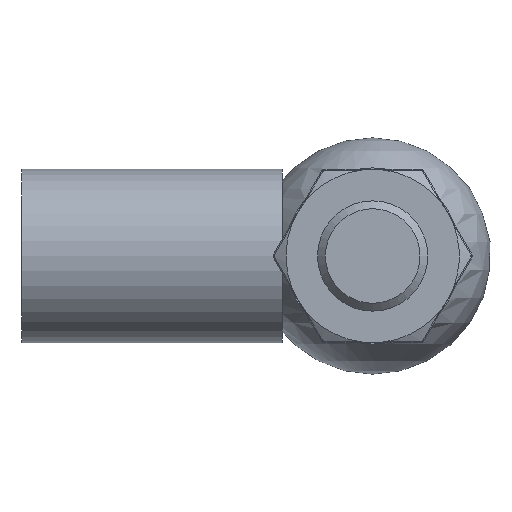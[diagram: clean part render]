
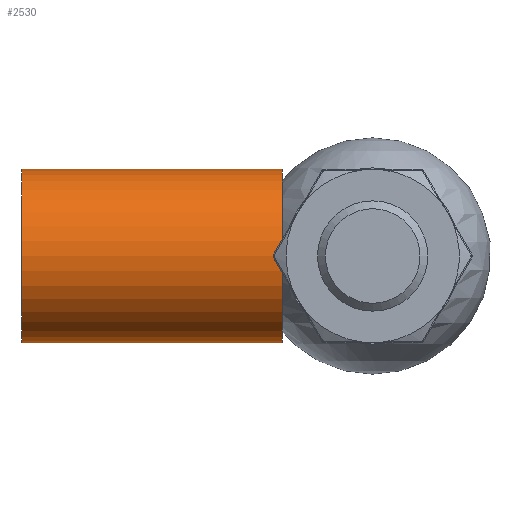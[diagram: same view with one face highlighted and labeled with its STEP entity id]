
A CAD part, front view. The second image highlights one B-rep face of the part: STEP entity #2530.
In plain terms, the highlighted cylindrical face has radius 11 mm (diameter 22 mm), a full revolution.
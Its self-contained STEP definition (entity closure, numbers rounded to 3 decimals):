
#791 = EDGE_CURVE ( 'NONE', #13183, #13183, #1761, .T. ) ;
#1007 = CYLINDRICAL_SURFACE ( 'NONE', #17550, 11. ) ;
#1423 = CARTESIAN_POINT ( 'NONE',  ( -11.5, 0., 0. ) ) ;
#1761 = CIRCLE ( 'NONE', #17037, 11. ) ;
#1908 = ORIENTED_EDGE ( 'NONE', *, *, #5479, .F. ) ;
#2530 = ADVANCED_FACE ( 'NONE', ( #18164, #15531 ), #1007, .T. ) ;
#2744 = CARTESIAN_POINT ( 'NONE',  ( -44.5, 0., 0. ) ) ;
#3056 = EDGE_LOOP ( 'NONE', ( #1908 ) ) ;
#4706 = DIRECTION ( 'NONE',  ( 1., 0., 0. ) ) ;
#5479 = EDGE_CURVE ( 'NONE', #18212, #18212, #14696, .T. ) ;
#6831 = CARTESIAN_POINT ( 'NONE',  ( -11.5, 0., -11. ) ) ;
#6896 = CARTESIAN_POINT ( 'NONE',  ( -44.5, 0., -11. ) ) ;
#12021 = DIRECTION ( 'NONE',  ( 0., 0., 1. ) ) ;
#13183 = VERTEX_POINT ( 'NONE', #6896 ) ;
#13514 = DIRECTION ( 'NONE',  ( -1., 0., 0. ) ) ;
#13598 = ORIENTED_EDGE ( 'NONE', *, *, #791, .T. ) ;
#14696 = CIRCLE ( 'NONE', #19341, 11. ) ;
#15252 = CARTESIAN_POINT ( 'NONE',  ( -11.5, 0., 0. ) ) ;
#15531 = FACE_OUTER_BOUND ( 'NONE', #16746, .T. ) ;
#16746 = EDGE_LOOP ( 'NONE', ( #13598 ) ) ;
#17037 = AXIS2_PLACEMENT_3D ( 'NONE', #2744, #19496, #17902 ) ;
#17550 = AXIS2_PLACEMENT_3D ( 'NONE', #1423, #13514, #12021 ) ;
#17902 = DIRECTION ( 'NONE',  ( 0., 0., -1. ) ) ;
#18164 = FACE_OUTER_BOUND ( 'NONE', #3056, .T. ) ;
#18212 = VERTEX_POINT ( 'NONE', #6831 ) ;
#18396 = DIRECTION ( 'NONE',  ( 0., 0., -1. ) ) ;
#19341 = AXIS2_PLACEMENT_3D ( 'NONE', #15252, #4706, #18396 ) ;
#19496 = DIRECTION ( 'NONE',  ( 1., 0., 0. ) ) ;
